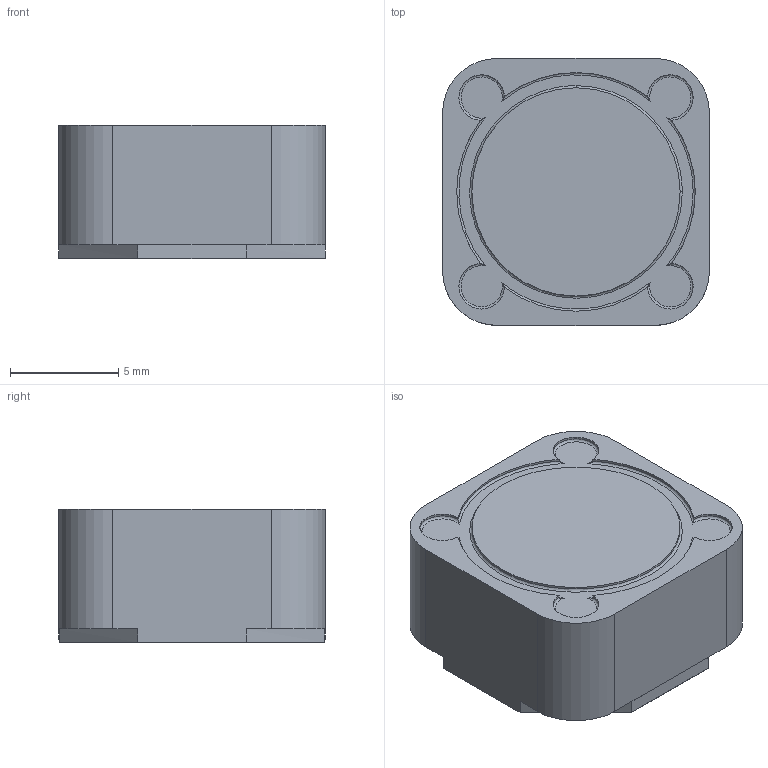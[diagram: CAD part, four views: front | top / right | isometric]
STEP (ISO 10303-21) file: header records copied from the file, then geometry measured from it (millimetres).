
FILE_DESCRIPTION (( 'STEP AP214' ), '1' );
FILE_NAME ('24E37759-1C31-400A-A528-DFBA24DB2D73.STEP', '2008-02-15T10:26:34', ( 'sysAdmin' ), ( 'SolidWorks' ), 'SwSTEP 2.0', 'SolidWorks 2008', '' );
FILE_SCHEMA (( 'AUTOMOTIVE_DESIGN' ));
Length unit declared in the file: millimetre
Products named in the file (1): 24E37759-1C31-400A-A528-DFBA24DB2D73
Bounding box: 12.3 x 12.3 x 6.14 mm (x, y, z)
Volume: 875.3 mm3; surface area: 577.7 mm2
Topology: 1 solids, 1 shells, 63 faces, 143 edges, 84 vertices
Faces by surface type: plane 36, cylinder 17, bspline 10
Entity records: 2749 total; most frequent: CARTESIAN_POINT 781, ORIENTED_EDGE 286, DIRECTION 267, EDGE_CURVE 143, AXIS2_PLACEMENT_3D 91, VECTOR 85, LINE 85, VERTEX_POINT 84
